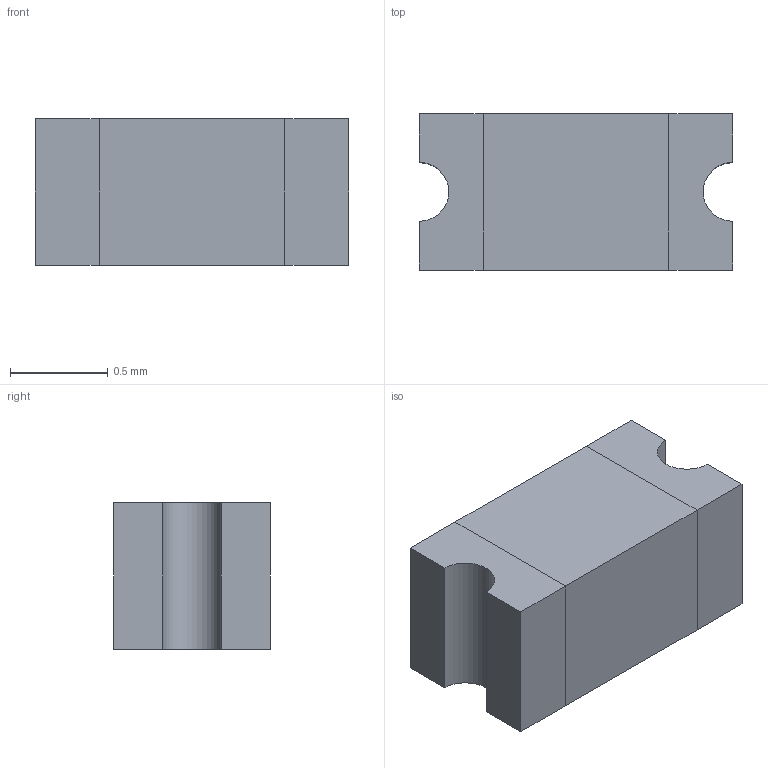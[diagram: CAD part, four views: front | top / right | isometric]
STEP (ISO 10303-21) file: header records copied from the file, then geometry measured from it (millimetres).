
FILE_DESCRIPTION((''),'2;1');
FILE_NAME('FUSR_LITTELFUSE_0603L010.stp','2013-03-18T10:31:50',(''),(''),'Mechanical Desktop 2011','Mechanical Desktop 2011',', , ');
FILE_SCHEMA(('AUTOMOTIVE_DESIGN { 1 2 10303 214 1 1 1 1 }'));
Length unit declared in the file: millimetre
Products named in the file (1): Product
Bounding box: 1.6 x 0.8 x 0.75 mm (x, y, z)
Volume: 0.9 mm3; surface area: 8.7 mm2
Topology: 3 solids, 3 shells, 22 faces, 48 edges, 32 vertices
Faces by surface type: plane 13, bspline 8, cylinder 1
Entity records: 659 total; most frequent: CARTESIAN_POINT 141, ORIENTED_EDGE 96, DIRECTION 82, EDGE_CURVE 48, VECTOR 44, LINE 44, VERTEX_POINT 32, EDGE_LOOP 22
